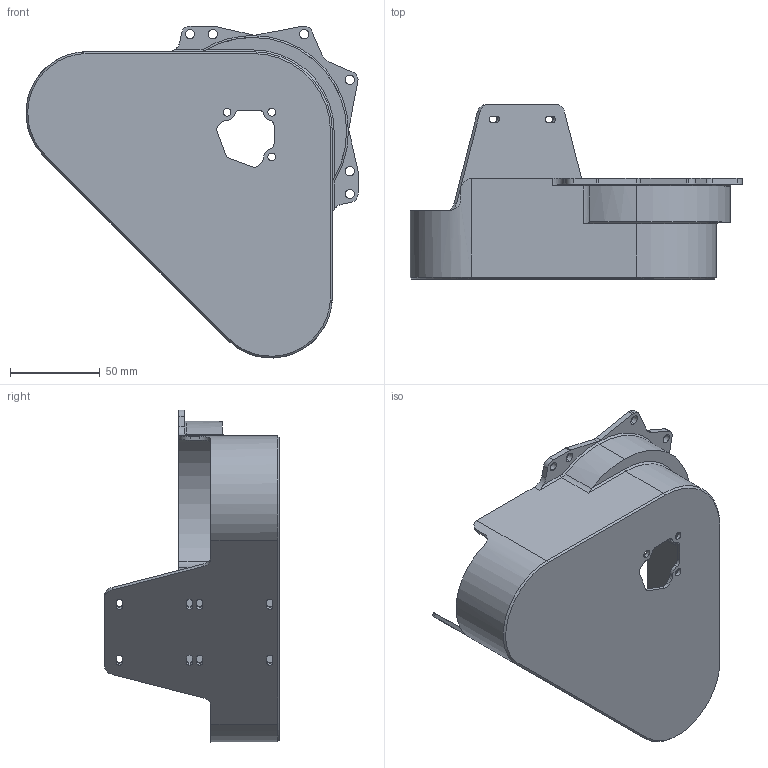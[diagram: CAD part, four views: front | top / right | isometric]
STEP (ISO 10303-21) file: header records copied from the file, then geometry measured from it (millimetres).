
FILE_DESCRIPTION (( 'STEP AP214' ), '1' );
FILE_NAME ('mk4i full cover with spark mounts NO NUMBER.STEP', '2023-09-30T05:53:05', ( '' ), ( '' ), 'SwSTEP 2.0', 'SolidWorks 2022', '' );
FILE_SCHEMA (( 'AUTOMOTIVE_DESIGN' ));
Length unit declared in the file: inch
Products named in the file (1): mk4i full cover with spark mounts NO NUMBER
Bounding box: 184.71 x 97.25 x 184.71 mm (x, y, z)
Volume: 105043.1 mm3; surface area: 105286.6 mm2
Topology: 1 solids, 1 shells, 191 faces, 542 edges, 355 vertices
Faces by surface type: cylinder 101, plane 79, cone 11
Entity records: 6507 total; most frequent: CARTESIAN_POINT 1283, DIRECTION 1111, ORIENTED_EDGE 1084, EDGE_CURVE 542, AXIS2_PLACEMENT_3D 395, VERTEX_POINT 355, VECTOR 321, LINE 321
